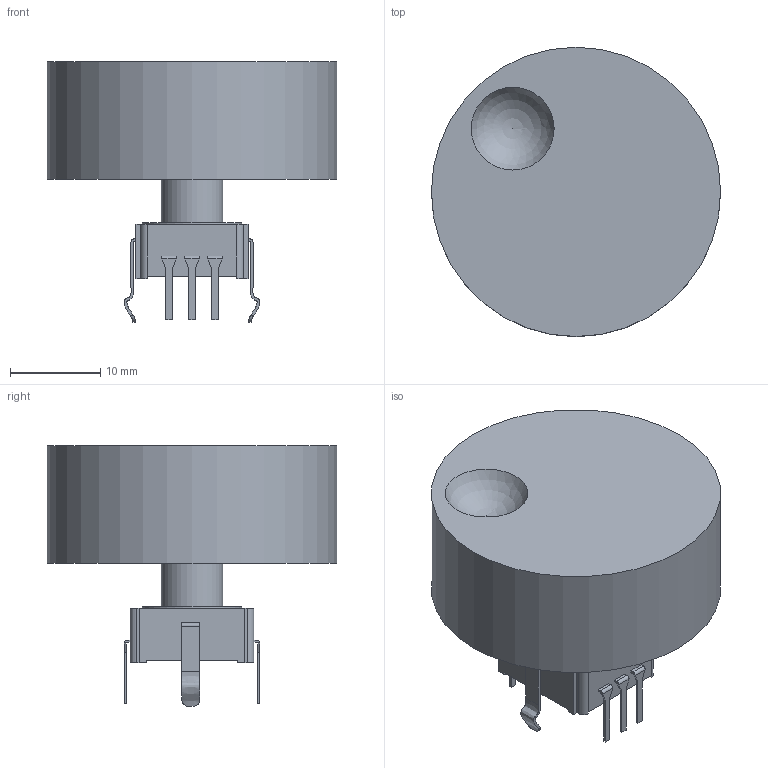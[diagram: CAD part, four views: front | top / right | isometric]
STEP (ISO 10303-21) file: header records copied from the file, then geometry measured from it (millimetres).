
FILE_DESCRIPTION(('FreeCAD Model'),'2;1');
FILE_NAME('Open CASCADE Shape Model','2022-10-09T23:12:50',(''),(''), 'Open CASCADE STEP processor 7.5','FreeCAD','Unknown');
FILE_SCHEMA(('AUTOMOTIVE_DESIGN { 1 0 10303 214 1 1 1 1 }'));
Length unit declared in the file: millimetre
Products named in the file (1): Embed
Bounding box: 32 x 32 x 28.83 mm (x, y, z)
Surface area: 4221.1 mm2 (no closed solid volume)
Topology: 0 solids, 1 shells, 142 faces, 367 edges, 238 vertices
Faces by surface type: plane 108, cylinder 28, bspline 4, torus 1, sphere 1
Full cylindrical faces by diameter (mm): 6 x2, 6.8 x1, 11 x1, 24 x1, 32 x1
Entity records: 10205 total; most frequent: CARTESIAN_POINT 2862, DIRECTION 1349, LINE 903, VECTOR 903, ORIENTED_EDGE 730, PCURVE 730, DEFINITIONAL_REPRESENTATION 730, EDGE_CURVE 365
